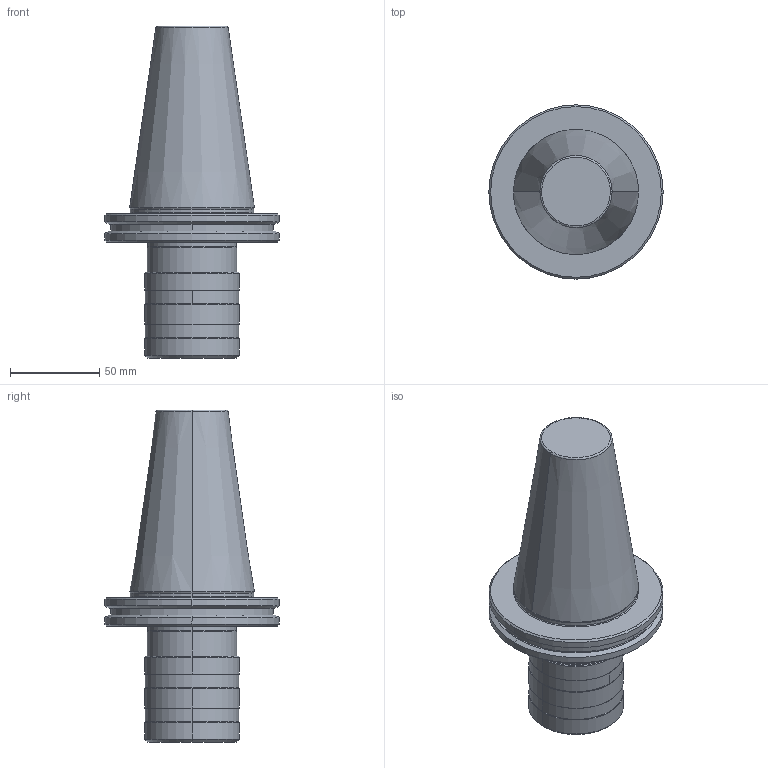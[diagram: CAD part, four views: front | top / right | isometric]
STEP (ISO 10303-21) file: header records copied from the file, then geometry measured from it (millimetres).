
FILE_DESCRIPTION (( 'STEP AP203' ), '1' );
FILE_NAME ('SK50 KWFLK2 84.0.STEP', '2019-05-06T07:03:01', ( '' ), ( '' ), 'SwSTEP 2.0', 'SolidWorks 2014', '' );
FILE_SCHEMA (( 'CONFIG_CONTROL_DESIGN' ));
Length unit declared in the file: millimetre
Products named in the file (1): SK50 KWFLK2 84.0
Bounding box: 97.5 x 97.5 x 185.75 mm (x, y, z)
Volume: 511666.1 mm3; surface area: 47609.1 mm2
Topology: 1 solids, 1 shells, 59 faces, 126 edges, 74 vertices
Faces by surface type: cone 26, cylinder 22, plane 7, bspline 4
Entity records: 2031 total; most frequent: CARTESIAN_POINT 662, DIRECTION 300, ORIENTED_EDGE 252, EDGE_CURVE 126, AXIS2_PLACEMENT_3D 126, VERTEX_POINT 74, CIRCLE 70, EDGE_LOOP 64
